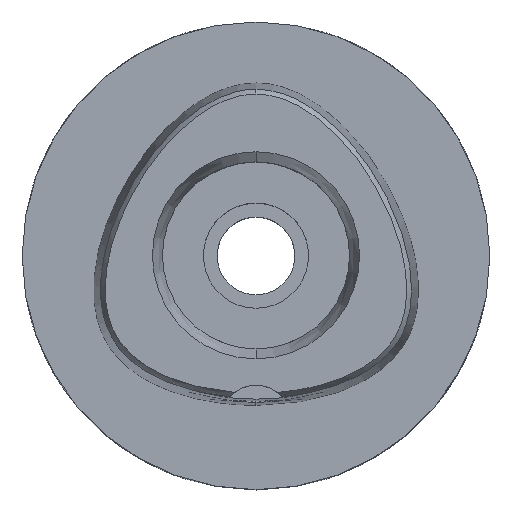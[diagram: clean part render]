
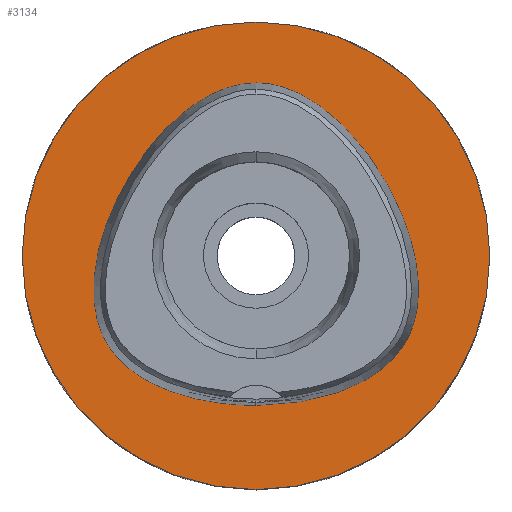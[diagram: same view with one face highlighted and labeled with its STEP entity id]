
A CAD part, top view. The second image highlights one B-rep face of the part: STEP entity #3134.
In plain terms, the highlighted planar face has unit normal (0, 0, 1).
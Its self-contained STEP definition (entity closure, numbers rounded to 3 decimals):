
#14 = CARTESIAN_POINT ( 'NONE',  ( -26.349, -13.395, 0. ) ) ;
#89 = CARTESIAN_POINT ( 'NONE',  ( 27.537, -1.766, 0. ) ) ;
#183 = ORIENTED_EDGE ( 'NONE', *, *, #2771, .F. ) ;
#204 = DIRECTION ( 'NONE',  ( 0., 1., 0. ) ) ;
#330 = CARTESIAN_POINT ( 'NONE',  ( -27.855, -5.338, 0. ) ) ;
#382 = CARTESIAN_POINT ( 'NONE',  ( 0., 0., 0. ) ) ;
#415 = CARTESIAN_POINT ( 'NONE',  ( 0., 0., 0. ) ) ;
#451 = VERTEX_POINT ( 'NONE', #1388 ) ;
#513 = CARTESIAN_POINT ( 'NONE',  ( 9.305, 26.792, 0. ) ) ;
#684 = ORIENTED_EDGE ( 'NONE', *, *, #3972, .F. ) ;
#762 = FACE_OUTER_BOUND ( 'NONE', #2837, .T. ) ;
#786 = CARTESIAN_POINT ( 'NONE',  ( -6.692, -25.245, 0. ) ) ;
#866 = CARTESIAN_POINT ( 'NONE',  ( 26.349, -13.395, 0. ) ) ;
#987 = AXIS2_PLACEMENT_3D ( 'NONE', #415, #4293, #3538 ) ;
#1020 = AXIS2_PLACEMENT_3D ( 'NONE', #2168, #3720, #204 ) ;
#1023 = CARTESIAN_POINT ( 'NONE',  ( 0., 29.575, 0. ) ) ;
#1052 = EDGE_CURVE ( 'NONE', #1465, #3949, #1107, .T. ) ;
#1073 = CARTESIAN_POINT ( 'NONE',  ( -24.775, -16.122, 0. ) ) ;
#1107 = CIRCLE ( 'NONE', #1020, 40. ) ;
#1119 = B_SPLINE_CURVE_WITH_KNOTS ( 'NONE', 3,
 ( #1951, #2663, #4308, #2362, #2688, #2286, #3044, #4196, #3842, #2741, #4610, #330, #3870, #1160, #14, #4250, #1073, #4226, #1897, #5022, #3450, #3076, #786, #3103, #5077 ),
 .UNSPECIFIED., .F., .F.,
 ( 4, 1, 1, 1, 1, 1, 1, 1, 1, 1, 1, 1, 1, 1, 1, 1, 1, 1, 1, 1, 1, 1, 4 ),
 ( 0., 0.042, 0.083, 0.125, 0.167, 0.25, 0.333, 0.417, 0.458, 0.5, 0.542, 0.583, 0.625, 0.646, 0.667, 0.688, 0.708, 0.75, 0.792, 0.833, 0.875, 0.917, 1. ),
 .UNSPECIFIED. ) ;
#1160 = CARTESIAN_POINT ( 'NONE',  ( -27.101, -11.411, 0. ) ) ;
#1243 = CARTESIAN_POINT ( 'NONE',  ( 0., -40., 0. ) ) ;
#1288 = CARTESIAN_POINT ( 'NONE',  ( 22.339, 12.897, 0. ) ) ;
#1388 = CARTESIAN_POINT ( 'NONE',  ( 0., 29.575, 0. ) ) ;
#1395 = AXIS2_PLACEMENT_3D ( 'NONE', #382, #4581, #2633 ) ;
#1465 = VERTEX_POINT ( 'NONE', #5086 ) ;
#1509 = ORIENTED_EDGE ( 'NONE', *, *, #1052, .F. ) ;
#1524 = EDGE_LOOP ( 'NONE', ( #4900, #183 ) ) ;
#1567 = CIRCLE ( 'NONE', #987, 40. ) ;
#1674 = CARTESIAN_POINT ( 'NONE',  ( 26.772, 1.9, 0. ) ) ;
#1700 = CARTESIAN_POINT ( 'NONE',  ( 18.55, -21.454, 0. ) ) ;
#1897 = CARTESIAN_POINT ( 'NONE',  ( -21.421, -19.599, 0. ) ) ;
#1951 = CARTESIAN_POINT ( 'NONE',  ( 0., 29.575, 0. ) ) ;
#2074 = CARTESIAN_POINT ( 'NONE',  ( 6.262, 28.351, 0. ) ) ;
#2168 = CARTESIAN_POINT ( 'NONE',  ( 0., 0., 0. ) ) ;
#2286 = CARTESIAN_POINT ( 'NONE',  ( -13.218, 24.044, 0. ) ) ;
#2333 = CARTESIAN_POINT ( 'NONE',  ( 0., -25.575, 0. ) ) ;
#2362 = CARTESIAN_POINT ( 'NONE',  ( -6.262, 28.351, 0. ) ) ;
#2422 = CARTESIAN_POINT ( 'NONE',  ( 23.433, -17.764, 0. ) ) ;
#2444 = CARTESIAN_POINT ( 'NONE',  ( 27.101, -11.411, 0. ) ) ;
#2467 = CARTESIAN_POINT ( 'NONE',  ( 6.692, -25.245, 0. ) ) ;
#2633 = DIRECTION ( 'NONE',  ( 0., -1., 0. ) ) ;
#2663 = CARTESIAN_POINT ( 'NONE',  ( -1.05, 29.575, 0. ) ) ;
#2688 = CARTESIAN_POINT ( 'NONE',  ( -9.305, 26.792, 0. ) ) ;
#2741 = CARTESIAN_POINT ( 'NONE',  ( -26.772, 1.9, 0. ) ) ;
#2771 = EDGE_CURVE ( 'NONE', #3468, #451, #3079, .T. ) ;
#2792 = CARTESIAN_POINT ( 'NONE',  ( 2.677, -25.575, 0. ) ) ;
#2837 = EDGE_LOOP ( 'NONE', ( #1509, #684 ) ) ;
#2847 = CARTESIAN_POINT ( 'NONE',  ( 17.753, 19.522, 0. ) ) ;
#2864 = CARTESIAN_POINT ( 'NONE',  ( 15.298, -22.965, 0. ) ) ;
#3014 = FACE_BOUND ( 'NONE', #1524, .T. ) ;
#3044 = CARTESIAN_POINT ( 'NONE',  ( -17.753, 19.522, 0. ) ) ;
#3048 = EDGE_CURVE ( 'NONE', #451, #3468, #1119, .T. ) ;
#3076 = CARTESIAN_POINT ( 'NONE',  ( -11.74, -24.136, 0. ) ) ;
#3079 = B_SPLINE_CURVE_WITH_KNOTS ( 'NONE', 3,
 ( #4737, #2792, #2467, #4365, #2864, #1700, #4390, #2422, #3984, #4437, #866, #2444, #4007, #3608, #89, #1674, #3228, #1288, #2847, #4411, #513, #2074, #3636, #3250, #1023 ),
 .UNSPECIFIED., .F., .F.,
 ( 4, 1, 1, 1, 1, 1, 1, 1, 1, 1, 1, 1, 1, 1, 1, 1, 1, 1, 1, 1, 1, 1, 4 ),
 ( 0., 0.083, 0.125, 0.167, 0.208, 0.25, 0.292, 0.313, 0.333, 0.354, 0.375, 0.417, 0.458, 0.5, 0.542, 0.583, 0.667, 0.75, 0.833, 0.875, 0.917, 0.958, 1. ),
 .UNSPECIFIED. ) ;
#3103 = CARTESIAN_POINT ( 'NONE',  ( -2.677, -25.575, 0. ) ) ;
#3134 = ADVANCED_FACE ( 'NONE', ( #762, #3014 ), #3900, .F. ) ;
#3228 = CARTESIAN_POINT ( 'NONE',  ( 25.209, 6.827, 0. ) ) ;
#3250 = CARTESIAN_POINT ( 'NONE',  ( 1.05, 29.575, 0. ) ) ;
#3450 = CARTESIAN_POINT ( 'NONE',  ( -15.298, -22.965, 0. ) ) ;
#3468 = VERTEX_POINT ( 'NONE', #2333 ) ;
#3538 = DIRECTION ( 'NONE',  ( 0., -1., 0. ) ) ;
#3608 = CARTESIAN_POINT ( 'NONE',  ( 27.855, -5.338, 0. ) ) ;
#3636 = CARTESIAN_POINT ( 'NONE',  ( 3.149, 29.34, 0. ) ) ;
#3720 = DIRECTION ( 'NONE',  ( 0., 0., -1. ) ) ;
#3842 = CARTESIAN_POINT ( 'NONE',  ( -25.209, 6.827, 0. ) ) ;
#3870 = CARTESIAN_POINT ( 'NONE',  ( -27.684, -8.752, 0. ) ) ;
#3900 = PLANE ( 'NONE',  #1395 ) ;
#3949 = VERTEX_POINT ( 'NONE', #1243 ) ;
#3972 = EDGE_CURVE ( 'NONE', #3949, #1465, #1567, .T. ) ;
#3984 = CARTESIAN_POINT ( 'NONE',  ( 24.775, -16.122, 0. ) ) ;
#4007 = CARTESIAN_POINT ( 'NONE',  ( 27.684, -8.752, 0. ) ) ;
#4196 = CARTESIAN_POINT ( 'NONE',  ( -22.339, 12.897, 0. ) ) ;
#4226 = CARTESIAN_POINT ( 'NONE',  ( -23.433, -17.764, 0. ) ) ;
#4250 = CARTESIAN_POINT ( 'NONE',  ( -25.638, -14.802, 0. ) ) ;
#4293 = DIRECTION ( 'NONE',  ( 0., 0., -1. ) ) ;
#4308 = CARTESIAN_POINT ( 'NONE',  ( -3.149, 29.34, 0. ) ) ;
#4365 = CARTESIAN_POINT ( 'NONE',  ( 11.74, -24.136, 0. ) ) ;
#4390 = CARTESIAN_POINT ( 'NONE',  ( 21.421, -19.599, 0. ) ) ;
#4411 = CARTESIAN_POINT ( 'NONE',  ( 13.218, 24.044, 0. ) ) ;
#4437 = CARTESIAN_POINT ( 'NONE',  ( 25.638, -14.802, 0. ) ) ;
#4581 = DIRECTION ( 'NONE',  ( 0., 0., -1. ) ) ;
#4610 = CARTESIAN_POINT ( 'NONE',  ( -27.537, -1.766, 0. ) ) ;
#4737 = CARTESIAN_POINT ( 'NONE',  ( 0., -25.575, 0. ) ) ;
#4900 = ORIENTED_EDGE ( 'NONE', *, *, #3048, .F. ) ;
#5022 = CARTESIAN_POINT ( 'NONE',  ( -18.55, -21.454, 0. ) ) ;
#5077 = CARTESIAN_POINT ( 'NONE',  ( 0., -25.575, 0. ) ) ;
#5086 = CARTESIAN_POINT ( 'NONE',  ( 0., 40., 0. ) ) ;
